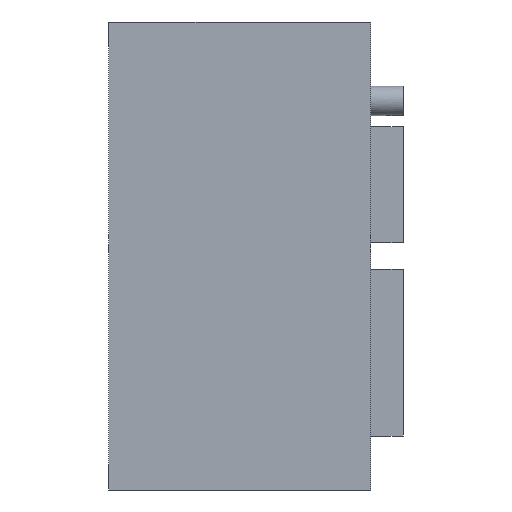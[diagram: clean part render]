
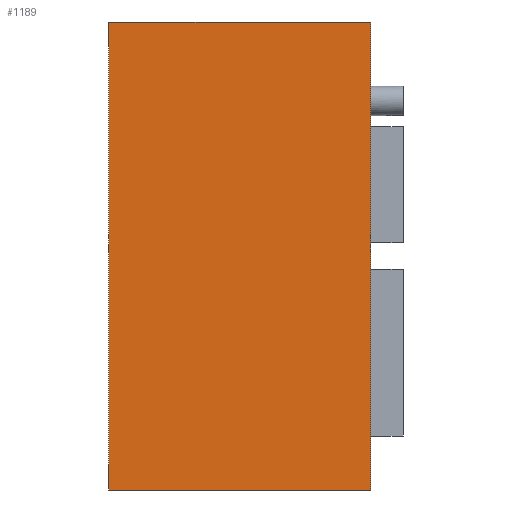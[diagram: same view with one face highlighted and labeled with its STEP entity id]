
A CAD part, front view. The second image highlights one B-rep face of the part: STEP entity #1189.
In plain terms, the highlighted planar face has unit normal (0, -1, 0).
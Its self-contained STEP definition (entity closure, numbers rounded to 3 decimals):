
#8 = ORIENTED_EDGE ( 'NONE', *, *, #1128, .F. ) ;
#37 = VECTOR ( 'NONE', #234, 1000. ) ;
#112 = ORIENTED_EDGE ( 'NONE', *, *, #559, .F. ) ;
#133 = VERTEX_POINT ( 'NONE', #462 ) ;
#177 = EDGE_LOOP ( 'NONE', ( #418, #8, #112, #571 ) ) ;
#215 = VERTEX_POINT ( 'NONE', #1056 ) ;
#221 = CARTESIAN_POINT ( 'NONE',  ( 0., 0., 0. ) ) ;
#234 = DIRECTION ( 'NONE',  ( 0., 0., -1. ) ) ;
#241 = DIRECTION ( 'NONE',  ( 1., 0., 0. ) ) ;
#280 = EDGE_CURVE ( 'NONE', #133, #336, #1005, .T. ) ;
#308 = CARTESIAN_POINT ( 'NONE',  ( -40., 0., -71.5 ) ) ;
#322 = AXIS2_PLACEMENT_3D ( 'NONE', #221, #605, #994 ) ;
#336 = VERTEX_POINT ( 'NONE', #1232 ) ;
#400 = LINE ( 'NONE', #784, #1178 ) ;
#418 = ORIENTED_EDGE ( 'NONE', *, *, #280, .F. ) ;
#462 = CARTESIAN_POINT ( 'NONE',  ( -40., 0., 71.5 ) ) ;
#559 = EDGE_CURVE ( 'NONE', #215, #879, #697, .T. ) ;
#571 = ORIENTED_EDGE ( 'NONE', *, *, #790, .F. ) ;
#605 = DIRECTION ( 'NONE',  ( 0., -1., 0. ) ) ;
#624 = CARTESIAN_POINT ( 'NONE',  ( 40., 0., 71.5 ) ) ;
#697 = LINE ( 'NONE', #308, #1255 ) ;
#703 = FACE_OUTER_BOUND ( 'NONE', #177, .T. ) ;
#783 = VECTOR ( 'NONE', #241, 1000. ) ;
#784 = CARTESIAN_POINT ( 'NONE',  ( -40., 0., 0. ) ) ;
#790 = EDGE_CURVE ( 'NONE', #336, #215, #1158, .T. ) ;
#823 = CARTESIAN_POINT ( 'NONE',  ( -40., 0., -71.5 ) ) ;
#879 = VERTEX_POINT ( 'NONE', #823 ) ;
#994 = DIRECTION ( 'NONE',  ( 0., 0., -1. ) ) ;
#1005 = LINE ( 'NONE', #624, #783 ) ;
#1056 = CARTESIAN_POINT ( 'NONE',  ( 40., 0., -71.5 ) ) ;
#1090 = PLANE ( 'NONE',  #322 ) ;
#1123 = CARTESIAN_POINT ( 'NONE',  ( 40., 0., -71.5 ) ) ;
#1128 = EDGE_CURVE ( 'NONE', #879, #133, #400, .T. ) ;
#1158 = LINE ( 'NONE', #1123, #37 ) ;
#1176 = DIRECTION ( 'NONE',  ( 0., 0., 1. ) ) ;
#1178 = VECTOR ( 'NONE', #1176, 1000. ) ;
#1184 = DIRECTION ( 'NONE',  ( -1., 0., 0. ) ) ;
#1189 = ADVANCED_FACE ( 'NONE', ( #703 ), #1090, .T. ) ;
#1232 = CARTESIAN_POINT ( 'NONE',  ( 40., 0., 71.5 ) ) ;
#1255 = VECTOR ( 'NONE', #1184, 1000. ) ;
